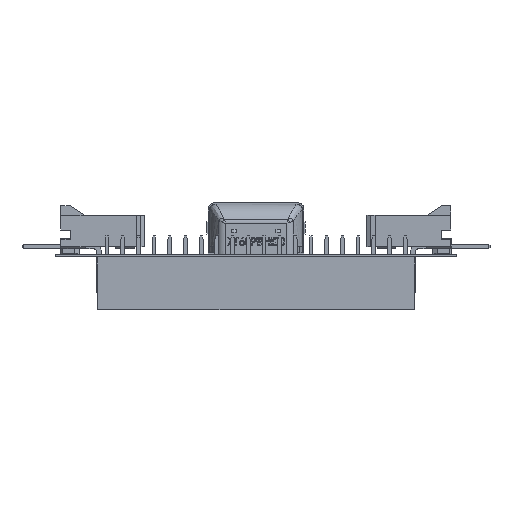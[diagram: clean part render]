
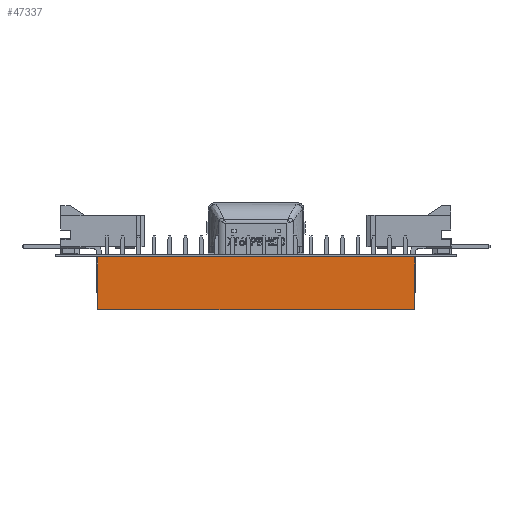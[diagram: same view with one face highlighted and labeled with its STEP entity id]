
A CAD part, front view. The second image highlights one B-rep face of the part: STEP entity #47337.
In plain terms, the highlighted face is planar.
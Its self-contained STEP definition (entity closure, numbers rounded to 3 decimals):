
#44516 = VERTEX_POINT('',#44517);
#44517 = CARTESIAN_POINT('',(-25.654,8.509,2.54));
#44523 = EDGE_CURVE('',#44516,#44524,#44526,.T.);
#44524 = VERTEX_POINT('',#44525);
#44525 = CARTESIAN_POINT('',(25.654,8.509,2.54));
#44526 = LINE('',#44527,#44528);
#44527 = CARTESIAN_POINT('',(25.654,8.509,2.54));
#44528 = VECTOR('',#44529,1.);
#44529 = DIRECTION('',(1.,0.,0.));
#47178 = VERTEX_POINT('',#47179);
#47179 = CARTESIAN_POINT('',(-25.654,0.,2.54));
#47196 = VERTEX_POINT('',#47197);
#47197 = CARTESIAN_POINT('',(25.654,0.,2.54));
#47203 = EDGE_CURVE('',#47196,#47178,#47204,.T.);
#47204 = LINE('',#47205,#47206);
#47205 = CARTESIAN_POINT('',(-25.654,0.,2.54));
#47206 = VECTOR('',#47207,1.);
#47207 = DIRECTION('',(-1.,0.,0.));
#47257 = EDGE_CURVE('',#47178,#44516,#47258,.T.);
#47258 = LINE('',#47259,#47260);
#47259 = CARTESIAN_POINT('',(-25.654,-51.559,2.54));
#47260 = VECTOR('',#47261,1.);
#47261 = DIRECTION('',(0.,1.,0.));
#47312 = EDGE_CURVE('',#47196,#44524,#47313,.T.);
#47313 = LINE('',#47314,#47315);
#47314 = CARTESIAN_POINT('',(25.654,-51.559,2.54));
#47315 = VECTOR('',#47316,1.);
#47316 = DIRECTION('',(0.,1.,0.));
#47337 = ADVANCED_FACE('',(#47338),#47344,.T.);
#47338 = FACE_BOUND('',#47339,.T.);
#47339 = EDGE_LOOP('',(#47340,#47341,#47342,#47343));
#47340 = ORIENTED_EDGE('',*,*,#47312,.T.);
#47341 = ORIENTED_EDGE('',*,*,#44523,.F.);
#47342 = ORIENTED_EDGE('',*,*,#47257,.F.);
#47343 = ORIENTED_EDGE('',*,*,#47203,.F.);
#47344 = PLANE('',#47345);
#47345 = AXIS2_PLACEMENT_3D('',#47346,#47347,#47348);
#47346 = CARTESIAN_POINT('',(-25.654,-51.559,2.54));
#47347 = DIRECTION('',(0.,0.,1.));
#47348 = DIRECTION('',(1.,0.,0.));
